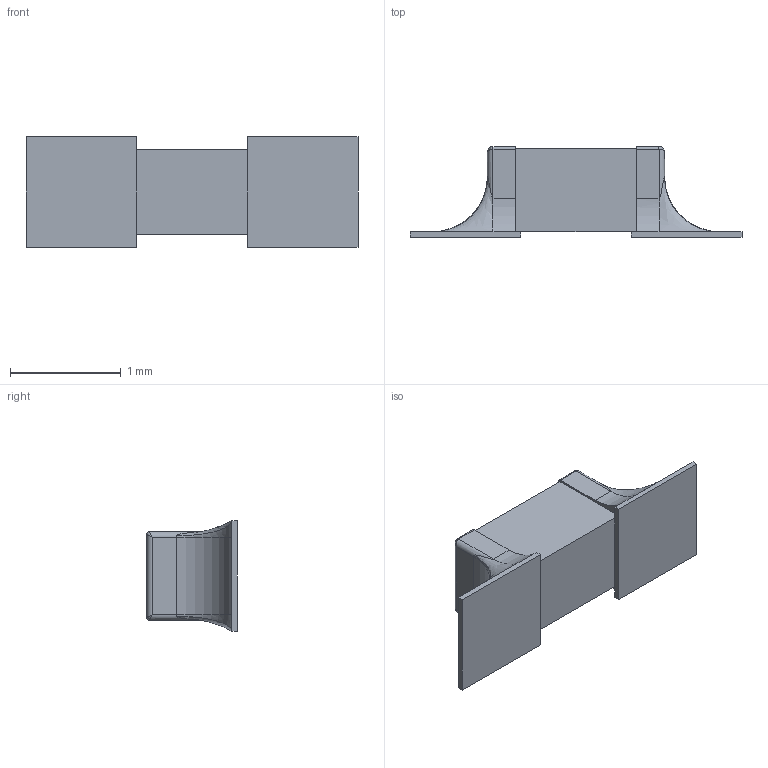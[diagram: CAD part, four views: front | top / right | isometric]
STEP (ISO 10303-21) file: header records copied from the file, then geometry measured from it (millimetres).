
FILE_DESCRIPTION (( 'STEP AP203' ), '1' );
FILE_NAME ('CG0603MLC-05E.step', '2019-10-07T21:25:15', ( '' ), ( '' ), 'SwSTEP 2.0', 'SolidWorks 2017', '' );
FILE_SCHEMA (( 'CONFIG_CONTROL_DESIGN' ));
Length unit declared in the file: millimetre
Products named in the file (1): CG0603MLC-05E
Bounding box: 3 x 0.82 x 1 mm (x, y, z)
Volume: 1.1 mm3; surface area: 9.3 mm2
Topology: 1 solids, 1 shells, 58 faces, 140 edges, 80 vertices
Faces by surface type: plane 30, cylinder 16, bspline 8, torus 4
Entity records: 1897 total; most frequent: CARTESIAN_POINT 579, ORIENTED_EDGE 272, DIRECTION 238, EDGE_CURVE 136, LINE 88, VECTOR 88, VERTEX_POINT 80, AXIS2_PLACEMENT_3D 75
